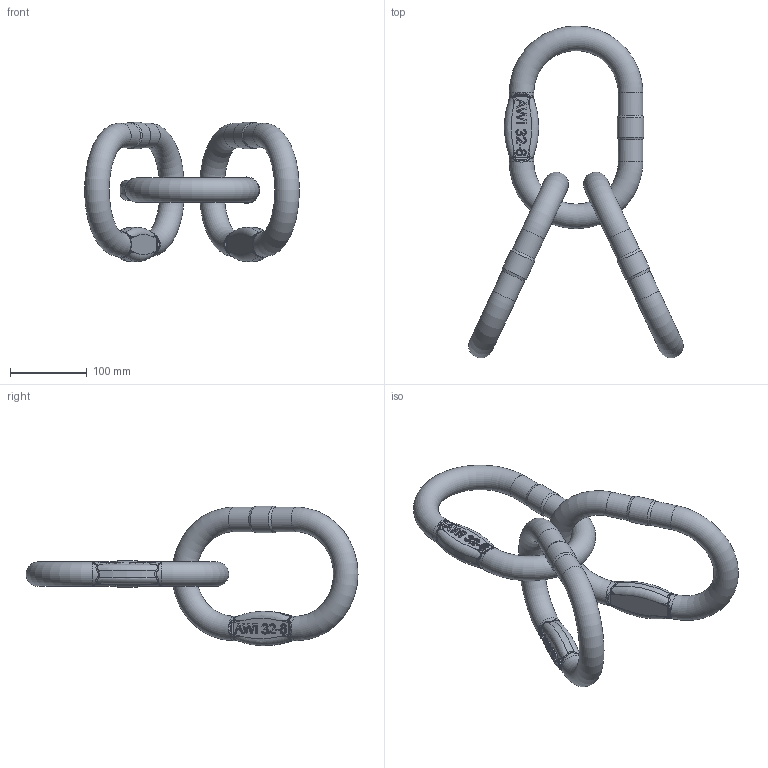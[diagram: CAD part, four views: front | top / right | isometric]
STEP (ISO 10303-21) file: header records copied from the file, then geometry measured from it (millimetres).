
FILE_DESCRIPTION(/* description */ (''),/* implementation_level */ '2;1');
FILE_NAME(/* name */ 'VAWI 16-6 Kundenmodell.stp',/* time_stamp */ '2015-10-19T16:29:56+02:00',/* author */ (''),/* organization */ (''),/* preprocessor_version */ 'ST-DEVELOPER v15',/* originating_system */ 'SIEMENS PLM Software NX 9.0',/* authorisation */ '');
FILE_SCHEMA (('AUTOMOTIVE_DESIGN { 1 0 10303 214 3 1 1 1 }'));
Length unit declared in the file: millimetre
Products named in the file (1): zer189C0F9Fgen8
Bounding box: 279.51 x 432.41 x 181.6 mm (x, y, z)
Volume: 1561516.6 mm3; surface area: 196199.2 mm2
Topology: 3 solids, 3 shells, 417 faces, 1032 edges, 618 vertices
Faces by surface type: plane 144, bspline 120, extrusion 66, cylinder 63, torus 18, cone 6
Full cylindrical faces by diameter (mm): 32 x6, 34.4 x3
Entity records: 16498 total; most frequent: CARTESIAN_POINT 8032, ORIENTED_EDGE 1962, DIRECTION 1310, EDGE_CURVE 981, VERTEX_POINT 612, B_SPLINE_CURVE_WITH_KNOTS 489, EDGE_LOOP 465, AXIS2_PLACEMENT_3D 454
